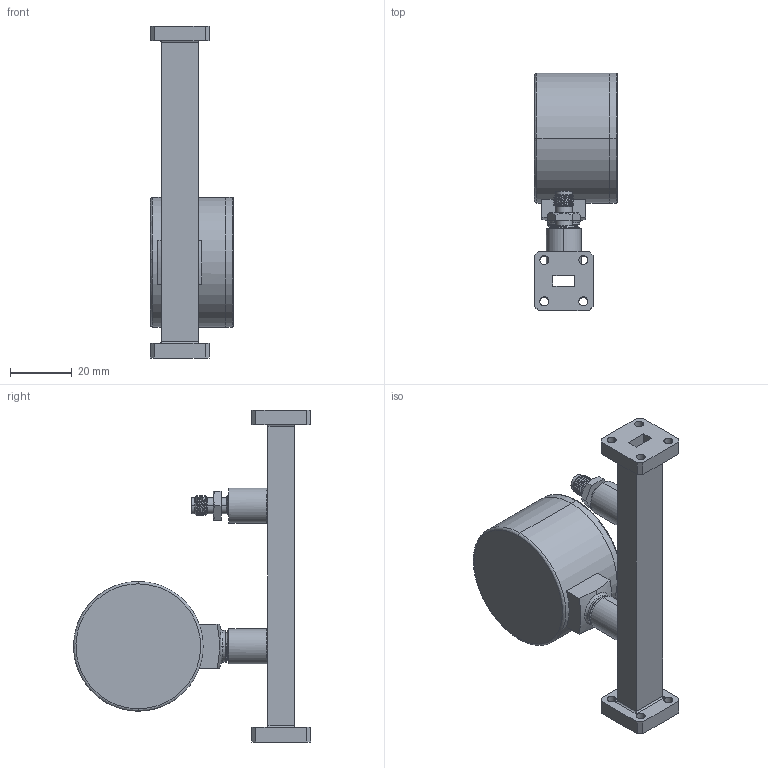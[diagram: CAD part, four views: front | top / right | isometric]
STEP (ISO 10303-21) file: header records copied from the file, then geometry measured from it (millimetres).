
FILE_DESCRIPTION (( 'STEP AP214' ), '1' );
FILE_NAME ('PEWSP1001.STEP', '2017-06-21T23:17:19', ( '' ), ( '' ), 'SwSTEP 2.0', 'SolidWorks 2014', '' );
FILE_SCHEMA (( 'AUTOMOTIVE_DESIGN' ));
Length unit declared in the file: inch
Products named in the file (1): PEWSP1001
Bounding box: 26.99 x 77.09 x 107.95 mm (x, y, z)
Volume: 50828.4 mm3; surface area: 21170.9 mm2
Topology: 4 solids, 4 shells, 421 faces, 1102 edges, 727 vertices
Faces by surface type: plane 159, cylinder 146, bspline 61, cone 41, torus 14
Entity records: 25870 total; most frequent: CARTESIAN_POINT 15516, ORIENTED_EDGE 2188, DIRECTION 1825, EDGE_CURVE 1094, VERTEX_POINT 727, AXIS2_PLACEMENT_3D 655, VECTOR 515, LINE 515
